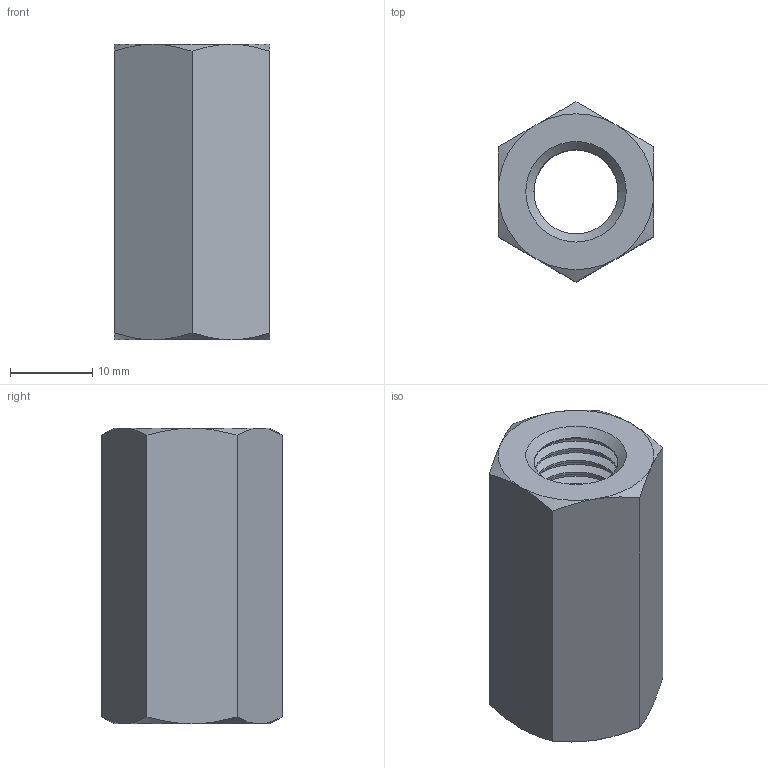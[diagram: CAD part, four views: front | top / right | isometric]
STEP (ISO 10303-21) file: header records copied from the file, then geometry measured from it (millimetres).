
FILE_DESCRIPTION( ( 'Unknown' ), '1' );
FILE_NAME( 'PT05-1219.stp', 'Unknown', ( 'Unknown' ), ( 'Unknown' ), 'XStep 1.0', 'Unknown', ' ' );
FILE_SCHEMA( ( 'CONFIG_CONTROL_DESIGN' ) );
Length unit declared in the file: millimetre
Products named in the file (1): 1
Bounding box: 19 x 21.94 x 36 mm (x, y, z)
Volume: 7674.2 mm3; surface area: 4714.9 mm2
Topology: 1 solids, 1 shells, 102 faces, 209 edges, 109 vertices
Faces by surface type: cone 54, cylinder 40, plane 8
Full cylindrical faces by diameter (mm): 10.25 x20, 12 x20
Entity records: 2316 total; most frequent: CARTESIAN_POINT 479, DIRECTION 402, ORIENTED_EDGE 250, AXIS2_PLACEMENT_3D 198, EDGE_LOOP 186, FACE_OUTER_BOUND 142, EDGE_CURVE 125, VERTEX_POINT 107
